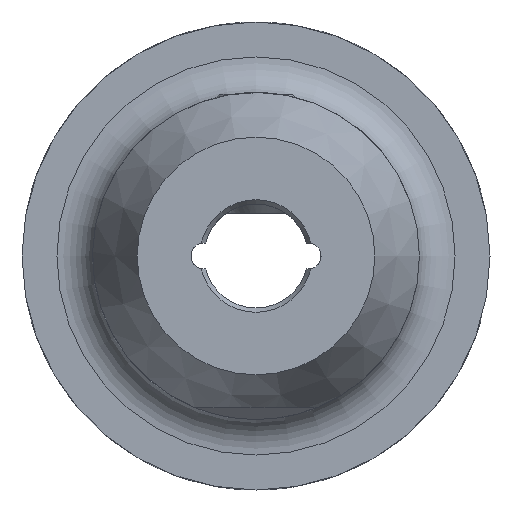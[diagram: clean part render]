
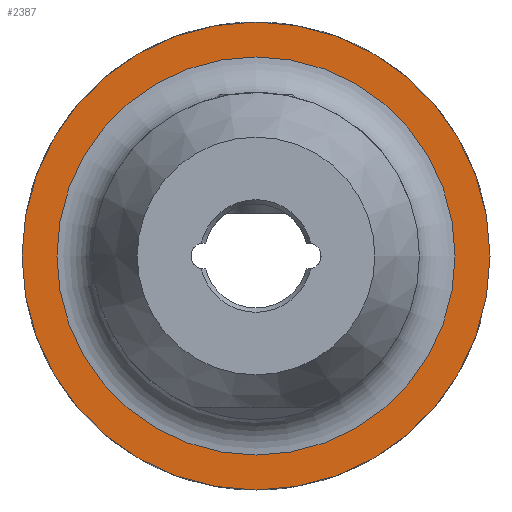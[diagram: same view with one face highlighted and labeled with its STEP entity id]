
A CAD part, left-side view. The second image highlights one B-rep face of the part: STEP entity #2387.
In plain terms, the highlighted planar face has unit normal (-1, 0, 0).
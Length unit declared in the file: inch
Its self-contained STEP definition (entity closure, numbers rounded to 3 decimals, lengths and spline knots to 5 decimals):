
#92=FACE_BOUND('',#427,.T.);
#158=PLANE('',#2648);
#283=FACE_OUTER_BOUND('',#426,.T.);
#426=EDGE_LOOP('',(#2107,#2108));
#427=EDGE_LOOP('',(#2109,#2110));
#661=CIRCLE('',#2455,1.24016);
#662=CIRCLE('',#2456,1.24016);
#755=CIRCLE('',#2646,1.05512);
#756=CIRCLE('',#2647,1.05512);
#906=VERTEX_POINT('',#3675);
#907=VERTEX_POINT('',#3677);
#1084=VERTEX_POINT('',#5407);
#1085=VERTEX_POINT('',#5409);
#1159=EDGE_CURVE('',#906,#907,#661,.T.);
#1160=EDGE_CURVE('',#907,#906,#662,.T.);
#1427=EDGE_CURVE('',#1085,#1084,#755,.T.);
#1428=EDGE_CURVE('',#1084,#1085,#756,.T.);
#2107=ORIENTED_EDGE('',*,*,#1160,.F.);
#2108=ORIENTED_EDGE('',*,*,#1159,.F.);
#2109=ORIENTED_EDGE('',*,*,#1427,.T.);
#2110=ORIENTED_EDGE('',*,*,#1428,.T.);
#2387=ADVANCED_FACE('',(#283,#92),#158,.T.);
#2455=AXIS2_PLACEMENT_3D('',#3678,#2769,#2770);
#2456=AXIS2_PLACEMENT_3D('',#3679,#2771,#2772);
#2646=AXIS2_PLACEMENT_3D('',#5410,#3230,#3231);
#2647=AXIS2_PLACEMENT_3D('',#5411,#3232,#3233);
#2648=AXIS2_PLACEMENT_3D('',#5412,#3234,#3235);
#2769=DIRECTION('center_axis',(1.,0.,0.));
#2770=DIRECTION('ref_axis',(0.,1.,0.));
#2771=DIRECTION('center_axis',(1.,0.,0.));
#2772=DIRECTION('ref_axis',(0.,1.,0.));
#3230=DIRECTION('center_axis',(1.,0.,0.));
#3231=DIRECTION('ref_axis',(0.,1.,0.));
#3232=DIRECTION('center_axis',(1.,0.,0.));
#3233=DIRECTION('ref_axis',(0.,1.,0.));
#3234=DIRECTION('center_axis',(-1.,0.,0.));
#3235=DIRECTION('ref_axis',(0.,0.,1.));
#3675=CARTESIAN_POINT('',(-0.86614,-1.24016,0.));
#3677=CARTESIAN_POINT('',(-0.86614,1.24016,0.));
#3678=CARTESIAN_POINT('Origin',(-0.86614,0.,
0.));
#3679=CARTESIAN_POINT('Origin',(-0.86614,0.,
0.));
#5407=CARTESIAN_POINT('',(-0.86614,0.,1.05512));
#5409=CARTESIAN_POINT('',(-0.86614,1.05512,0.));
#5410=CARTESIAN_POINT('Origin',(-0.86614,0.,
0.));
#5411=CARTESIAN_POINT('Origin',(-0.86614,0.,
0.));
#5412=CARTESIAN_POINT('Origin',(-0.86614,1.14764,0.));
